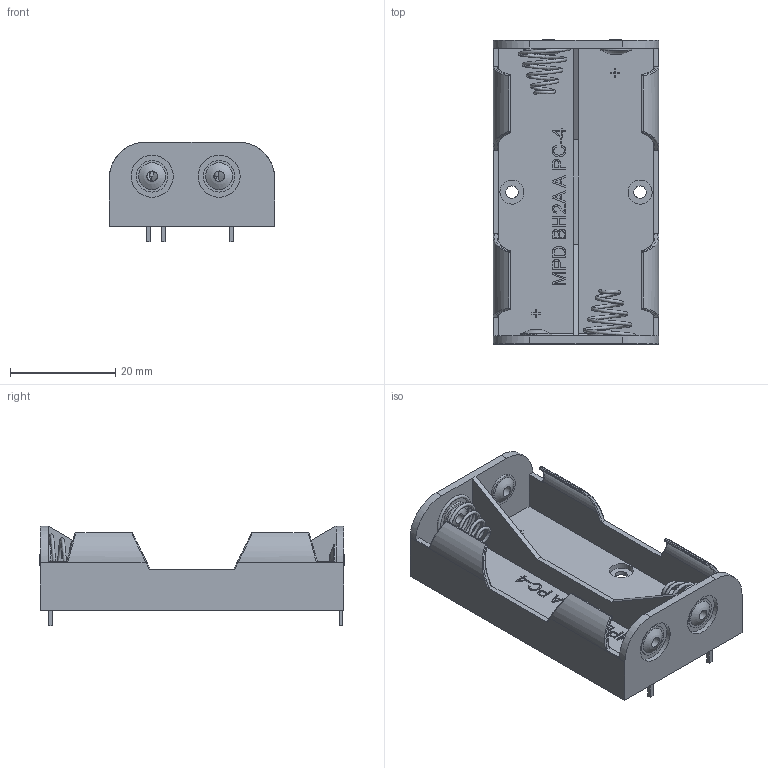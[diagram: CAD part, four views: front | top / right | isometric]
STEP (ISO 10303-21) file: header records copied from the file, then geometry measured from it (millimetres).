
FILE_DESCRIPTION(('FreeCAD Model'),'2;1');
FILE_NAME('Open CASCADE Shape Model','2022-03-15T17:26:31',(''),(''), 'Open CASCADE STEP processor 7.5','FreeCAD','Unknown');
FILE_SCHEMA(('AUTOMOTIVE_DESIGN { 1 0 10303 214 1 1 1 1 }'));
Products named in the file (1): BaseFeature
Bounding box: 31.5 x 57.98 x 19 mm (x, y, z)
Volume: 5944 mm3; surface area: 9313.8 mm2
Topology: 1 solids, 1 shells, 398 faces, 1032 edges, 674 vertices
Faces by surface type: plane 237, bspline 77, cylinder 60, sphere 16, revolution 8
Full cylindrical faces by diameter (mm): 2 x5, 2.36 x2, 4.57 x2, 6 x8, 8 x4
Entity records: 43097 total; most frequent: CARTESIAN_POINT 23503, DIRECTION 3199, LINE 2116, VECTOR 2116, ORIENTED_EDGE 2064, PCURVE 2064, DEFINITIONAL_REPRESENTATION 2064, EDGE_CURVE 1032
